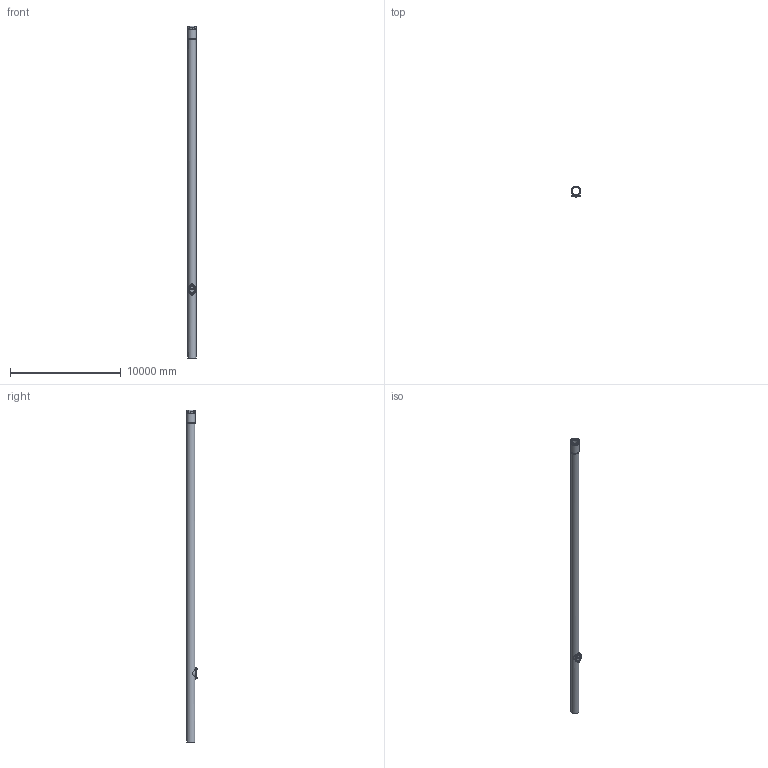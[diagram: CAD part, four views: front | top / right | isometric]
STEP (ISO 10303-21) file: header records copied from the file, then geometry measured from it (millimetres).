
FILE_DESCRIPTION(/* description */ (''),/* implementation_level */ '2;1');
FILE_NAME(/* name */ '05530.070O_3D.stp',/* time_stamp */ '2026-01-07T11:38:04+01:00',/* author */ ('d.brandes'),/* organization */ (''),/* preprocessor_version */ 'ST-DEVELOPER v20.1',/* originating_system */ 'AutoCAD Mechanical',/* authorisation */ '');
FILE_SCHEMA (('AUTOMOTIVE_DESIGN { 1 0 10303 214 3 1 1 }'));
Length unit declared in the file: centimetre
Products named in the file (2): Product; *S0
Assembly tree (1 placements, depth 2):
  Product
    *S0
Bounding box: 842 x 1031 x 30000 mm (x, y, z)
Volume: 1101204442.3 mm3; surface area: 137266480.3 mm2
Topology: 8 solids, 8 shells, 186 faces, 430 edges, 262 vertices
Faces by surface type: cone 91, plane 34, cylinder 28, torus 15, bspline 13, sphere 5
Full cylindrical faces by diameter (mm): 49.17 x2, 49.2 x2, 70 x2, 88 x2, 560 x1, 650 x1, 682 x1, 698 x1, 730 x1, 740 x1, 760 x1, 792 x1, 810 x1, 842 x1
Entity records: 16366 total; most frequent: CARTESIAN_POINT 12088, DIRECTION 924, ORIENTED_EDGE 846, EDGE_CURVE 423, AXIS2_PLACEMENT_3D 387, VERTEX_POINT 254, CIRCLE 206, EDGE_LOOP 203
